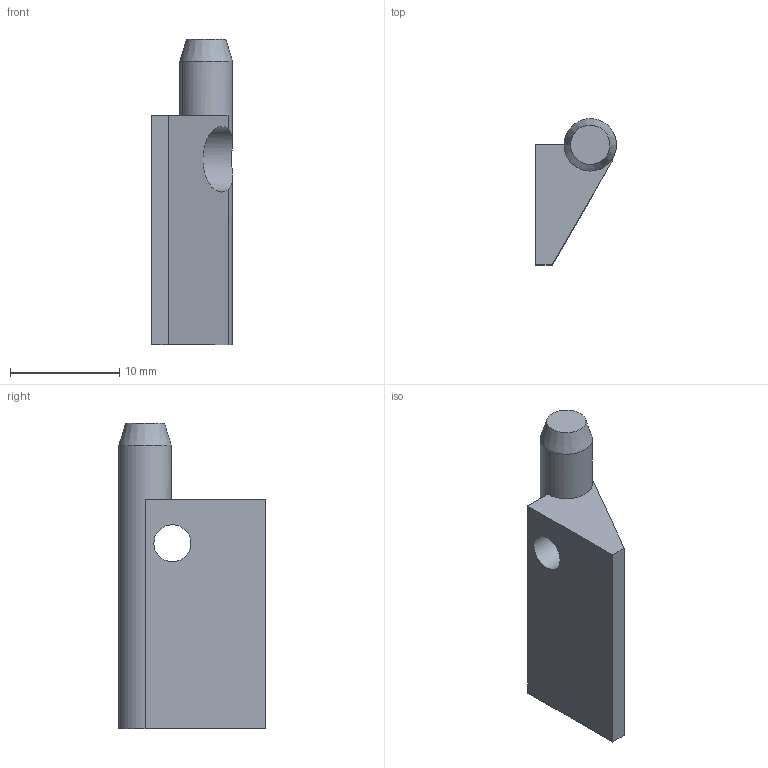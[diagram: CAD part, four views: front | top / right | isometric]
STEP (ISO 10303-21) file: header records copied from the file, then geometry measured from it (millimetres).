
FILE_DESCRIPTION(('FreeCAD Model'),'2;1');
FILE_NAME('RAMPS-cover-hinges-A.step','2020-04-18T17:52:55',('Author'),(''), 'Open CASCADE STEP processor 7.3','FreeCAD','Unknown');
FILE_SCHEMA(('AUTOMOTIVE_DESIGN { 1 0 10303 214 1 1 1 1 }'));
Length unit declared in the file: millimetre
Products named in the file (1): difference
Bounding box: 7.4 x 13.4 x 28 mm (x, y, z)
Volume: 1265.1 mm3; surface area: 1027 mm2
Topology: 1 solids, 1 shells, 17 faces, 41 edges, 26 vertices
Faces by surface type: plane 12, cylinder 4, cone 1
Full cylindrical faces by diameter (mm): 3.4 x1, 4.8 x1, 6 x1
Entity records: 1574 total; most frequent: CARTESIAN_POINT 633, DIRECTION 144, ORIENTED_EDGE 82, PCURVE 82, DEFINITIONAL_REPRESENTATION 82, LINE 69, VECTOR 69, EDGE_CURVE 41
